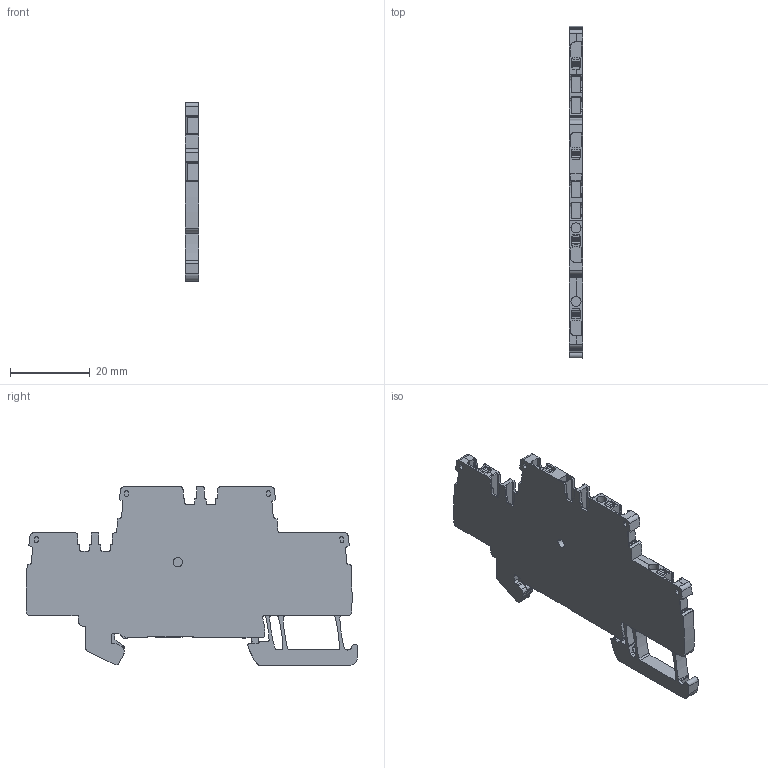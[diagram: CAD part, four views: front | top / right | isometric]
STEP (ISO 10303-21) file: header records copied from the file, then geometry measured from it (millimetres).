
FILE_DESCRIPTION(('CATIA V5 STEP Exchange','CAx-IF Rec.Pracs.--- Model Styling and Organization---1.4--- 2014-01-23'),'2;1');
FILE_NAME ('D1462695_1', '2022-11-23T09:43:42+00:00', ('none'), ('Weidmueller'), 'CATIA Version 5-6 Release 2016 SP3 HF44', 'CATIA V5 STEP AP214', 'none');
FILE_SCHEMA(('AUTOMOTIVE_DESIGN { 1 0 10303 214 1 1 1 1 }'));
Length unit declared in the file: millimetre
Products named in the file (1): 2469390000
Bounding box: 3.5 x 83.47 x 44.95 mm (x, y, z)
Volume: 7912 mm3; surface area: 9197.4 mm2
Topology: 12 solids, 12 shells, 1116 faces, 3164 edges, 2069 vertices
Faces by surface type: plane 548, cylinder 520, torus 24, sphere 16, extrusion 8
Entity records: 36042 total; most frequent: CARTESIAN_POINT 7510, ORIENTED_EDGE 6296, DIRECTION 4758, EDGE_CURVE 3148, VERTEX_POINT 2069, VECTOR 2025, LINE 2017, AXIS2_PLACEMENT_3D 1835
